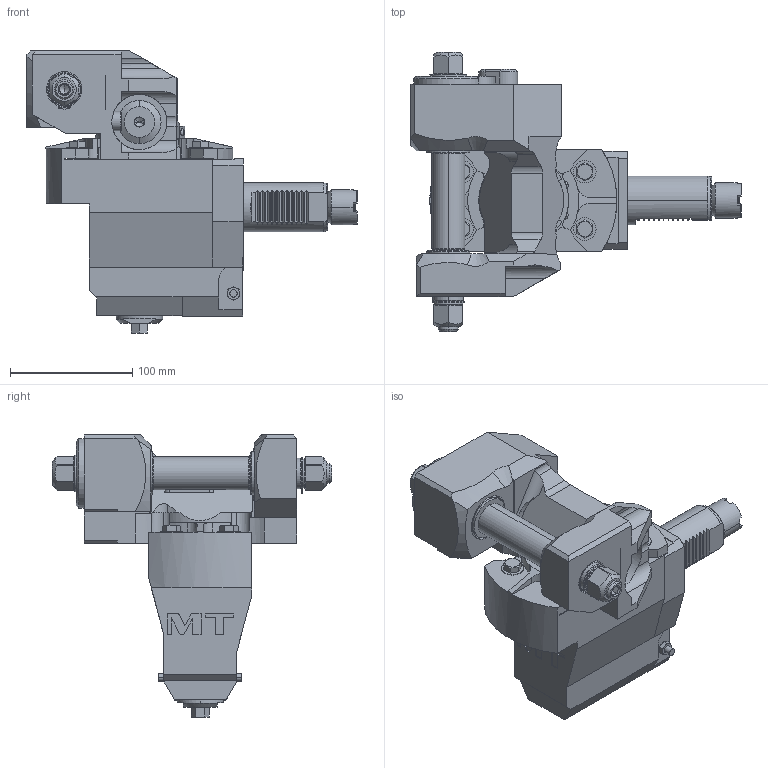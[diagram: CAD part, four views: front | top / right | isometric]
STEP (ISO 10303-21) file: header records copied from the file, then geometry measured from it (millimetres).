
FILE_DESCRIPTION((''),'2;1');
FILE_NAME('OKU1771110_CONF','2024-12-06T16:17:24',('fpalella'),('M.T. srl'),'CREO PARAMETRIC BY PTC INC, 2023352','CREO PARAMETRIC BY PTC INC, 2023352','');
FILE_SCHEMA(('CONFIG_CONTROL_DESIGN'));
Length unit declared in the file: millimetre
Products named in the file (1): OKU1771110_CONF
Bounding box: 269.99 x 228.5 x 230.92 mm (x, y, z)
Volume: 2368214.1 mm3; surface area: 214076 mm2
Topology: 2 solids, 2 shells, 821 faces, 2110 edges, 1332 vertices
Faces by surface type: plane 409, cylinder 267, cone 124, torus 11, bspline 8, extrusion 2
Entity records: 28555 total; most frequent: CARTESIAN_POINT 8686, ORIENTED_EDGE 4164, DIRECTION 4112, EDGE_CURVE 2082, AXIS2_PLACEMENT_3D 1519, VERTEX_POINT 1332, VECTOR 1074, LINE 1072
